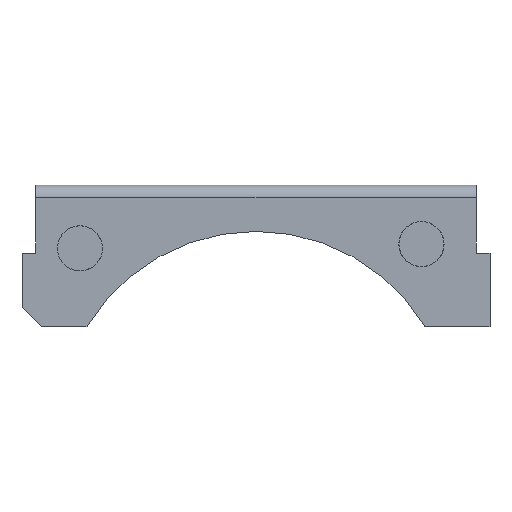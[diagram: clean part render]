
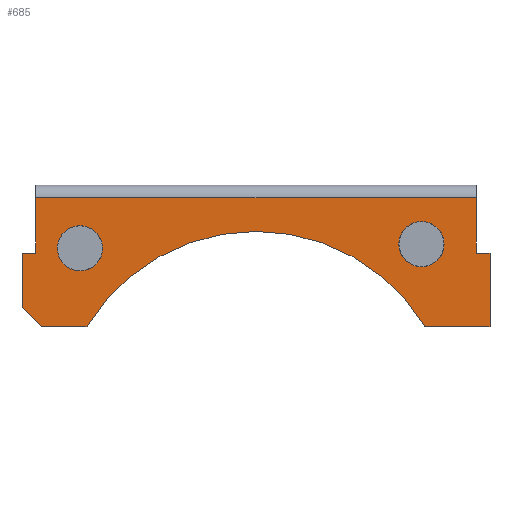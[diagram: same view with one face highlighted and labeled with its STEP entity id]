
A CAD part, left-side view. The second image highlights one B-rep face of the part: STEP entity #685.
In plain terms, the highlighted planar face has unit normal (-1, 0, 0).
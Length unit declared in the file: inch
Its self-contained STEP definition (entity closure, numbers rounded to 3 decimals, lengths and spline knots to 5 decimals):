
#62=FACE_BOUND($,#165,.T.);
#63=FACE_BOUND($,#166,.T.);
#87=CIRCLE($,#747,0.1065);
#88=CIRCLE($,#749,0.93);
#89=CIRCLE($,#750,0.1065);
#111=FACE_OUTER_BOUND($,#164,.T.);
#164=EDGE_LOOP($,(#533,#534,#535,#536,#537,#538,#539,#540,#541,#542,#543));
#165=EDGE_LOOP($,(#544));
#166=EDGE_LOOP($,(#545));
#216=LINE($,#1050,#277);
#230=LINE($,#1092,#291);
#231=LINE($,#1094,#292);
#232=LINE($,#1098,#293);
#233=LINE($,#1100,#294);
#234=LINE($,#1102,#295);
#235=LINE($,#1103,#296);
#236=LINE($,#1105,#297);
#237=LINE($,#1107,#298);
#238=LINE($,#1108,#299);
#277=VECTOR($,#838,2.076);
#291=VECTOR($,#878,0.12728);
#292=VECTOR($,#879,0.21644);
#293=VECTOR($,#882,0.30644);
#294=VECTOR($,#883,0.348);
#295=VECTOR($,#884,0.065);
#296=VECTOR($,#885,0.26);
#297=VECTOR($,#886,0.26);
#298=VECTOR($,#887,0.065);
#299=VECTOR($,#888,0.258);
#341=VERTEX_POINT($,#1043);
#343=VERTEX_POINT($,#1049);
#356=VERTEX_POINT($,#1087);
#357=VERTEX_POINT($,#1090);
#358=VERTEX_POINT($,#1091);
#359=VERTEX_POINT($,#1093);
#360=VERTEX_POINT($,#1095);
#361=VERTEX_POINT($,#1097);
#362=VERTEX_POINT($,#1099);
#363=VERTEX_POINT($,#1101);
#364=VERTEX_POINT($,#1104);
#365=VERTEX_POINT($,#1106);
#366=VERTEX_POINT($,#1109);
#406=EDGE_CURVE($,#343,#341,#216,.T.);
#425=EDGE_CURVE($,#356,#356,#87,.T.);
#426=EDGE_CURVE($,#357,#358,#230,.T.);
#427=EDGE_CURVE($,#359,#358,#231,.T.);
#428=EDGE_CURVE($,#359,#360,#88,.T.);
#429=EDGE_CURVE($,#361,#360,#232,.T.);
#430=EDGE_CURVE($,#361,#362,#233,.T.);
#431=EDGE_CURVE($,#362,#363,#234,.T.);
#432=EDGE_CURVE($,#343,#363,#235,.T.);
#433=EDGE_CURVE($,#341,#364,#236,.T.);
#434=EDGE_CURVE($,#365,#364,#237,.T.);
#435=EDGE_CURVE($,#357,#365,#238,.T.);
#436=EDGE_CURVE($,#366,#366,#89,.T.);
#533=ORIENTED_EDGE($,*,*,#426,.T.);
#534=ORIENTED_EDGE($,*,*,#427,.F.);
#535=ORIENTED_EDGE($,*,*,#428,.T.);
#536=ORIENTED_EDGE($,*,*,#429,.F.);
#537=ORIENTED_EDGE($,*,*,#430,.T.);
#538=ORIENTED_EDGE($,*,*,#431,.T.);
#539=ORIENTED_EDGE($,*,*,#432,.F.);
#540=ORIENTED_EDGE($,*,*,#406,.T.);
#541=ORIENTED_EDGE($,*,*,#433,.T.);
#542=ORIENTED_EDGE($,*,*,#434,.F.);
#543=ORIENTED_EDGE($,*,*,#435,.F.);
#544=ORIENTED_EDGE($,*,*,#425,.T.);
#545=ORIENTED_EDGE($,*,*,#436,.T.);
#650=PLANE($,#748);
#685=ADVANCED_FACE($,(#111,#62,#63),#650,.T.);
#747=AXIS2_PLACEMENT_3D($,#1088,#874,#875);
#748=AXIS2_PLACEMENT_3D($,#1089,#876,#877);
#749=AXIS2_PLACEMENT_3D($,#1096,#880,#881);
#750=AXIS2_PLACEMENT_3D($,#1110,#889,#890);
#838=DIRECTION($,(0.,1.,0.));
#874=DIRECTION('center_axis',(1.,0.,0.));
#875=DIRECTION('ref_axis',(0.,0.,1.));
#876=DIRECTION('center_axis',(-1.,0.,0.));
#877=DIRECTION('ref_axis',(0.,0.,1.));
#878=DIRECTION($,(0.,-0.707,-0.707));
#879=DIRECTION($,(0.,1.,0.));
#880=DIRECTION('center_axis',(1.,0.,0.));
#881=DIRECTION('ref_axis',(0.,0.,1.));
#882=DIRECTION($,(0.,1.,0.));
#883=DIRECTION($,(0.,0.,1.));
#884=DIRECTION($,(0.,1.,0.));
#885=DIRECTION($,(0.,0.,-1.));
#886=DIRECTION($,(0.,0.,-1.));
#887=DIRECTION($,(0.,-1.,0.));
#888=DIRECTION($,(0.,0.,1.));
#889=DIRECTION('center_axis',(1.,0.,0.));
#890=DIRECTION('ref_axis',(0.,0.,1.));
#1043=CARTESIAN_POINT('',(0.,1.038,-0.06));
#1049=CARTESIAN_POINT('',(0.,-1.038,-0.06));
#1050=CARTESIAN_POINT($,(0.,-1.038,-0.06));
#1087=CARTESIAN_POINT('',(0.,-0.78,-0.3845));
#1088=CARTESIAN_POINT('Origin',(0.,-0.78,-0.278));
#1089=CARTESIAN_POINT('Origin',(0.,-1.103,-0.668));
#1090=CARTESIAN_POINT('',(0.,1.103,-0.578));
#1091=CARTESIAN_POINT('',(0.,1.013,-0.668));
#1092=CARTESIAN_POINT($,(0.,1.103,-0.578));
#1093=CARTESIAN_POINT('',(0.,0.79656,-0.668));
#1094=CARTESIAN_POINT($,(0.,0.79656,-0.668));
#1095=CARTESIAN_POINT('',(0.,-0.79656,-0.668));
#1096=CARTESIAN_POINT('Origin',(0.,0.,-1.148));
#1097=CARTESIAN_POINT('',(0.,-1.103,-0.668));
#1098=CARTESIAN_POINT($,(0.,-1.103,-0.668));
#1099=CARTESIAN_POINT('',(0.,-1.103,-0.32));
#1100=CARTESIAN_POINT($,(0.,-1.103,-0.668));
#1101=CARTESIAN_POINT('',(0.,-1.038,-0.32));
#1102=CARTESIAN_POINT($,(0.,-1.103,-0.32));
#1103=CARTESIAN_POINT($,(0.,-1.038,-0.06));
#1104=CARTESIAN_POINT('',(0.,1.038,-0.32));
#1105=CARTESIAN_POINT($,(0.,1.038,-0.06));
#1106=CARTESIAN_POINT('',(0.,1.103,-0.32));
#1107=CARTESIAN_POINT($,(0.,1.103,-0.32));
#1108=CARTESIAN_POINT($,(0.,1.103,-0.578));
#1109=CARTESIAN_POINT('',(0.,0.83,-0.4045));
#1110=CARTESIAN_POINT('Origin',(0.,0.83,-0.298));
